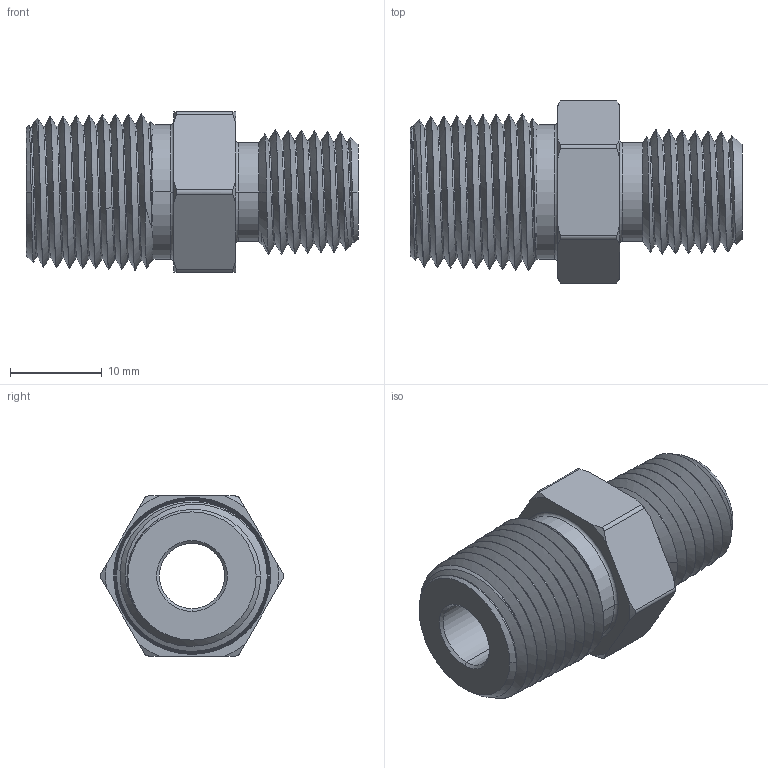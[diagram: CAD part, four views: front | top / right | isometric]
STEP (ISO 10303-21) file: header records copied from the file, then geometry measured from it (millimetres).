
FILE_DESCRIPTION((''),'2;1');
FILE_NAME('HEX_REDUCING_NIPPLE_H-SNR','2025-07-08T12:56:42',('Administrator'),(''),'CREO PARAMETRIC BY PTC INC, 2020184','CREO PARAMETRIC BY PTC INC, 2020184','');
FILE_SCHEMA(('AUTOMOTIVE_DESIGN { 1 0 10303 214 1 1 1 1 }'));
Length unit declared in the file: millimetre
Products named in the file (1): HEX_REDUCING_NIPPLE_H-SNR
Bounding box: 36.1 x 19.94 x 17.4 mm (x, y, z)
Volume: 4763.6 mm3; surface area: 3771.6 mm2
Topology: 1 solids, 1 shells, 94 faces, 257 edges, 180 vertices
Faces by surface type: cone 50, bspline 18, cylinder 12, plane 10, torus 4
Entity records: 8564 total; most frequent: CARTESIAN_POINT 6251, ORIENTED_EDGE 500, DIRECTION 339, EDGE_CURVE 250, VERTEX_POINT 160, AXIS2_PLACEMENT_3D 127, B_SPLINE_CURVE_WITH_KNOTS 122, COLOUR_RGB 116
